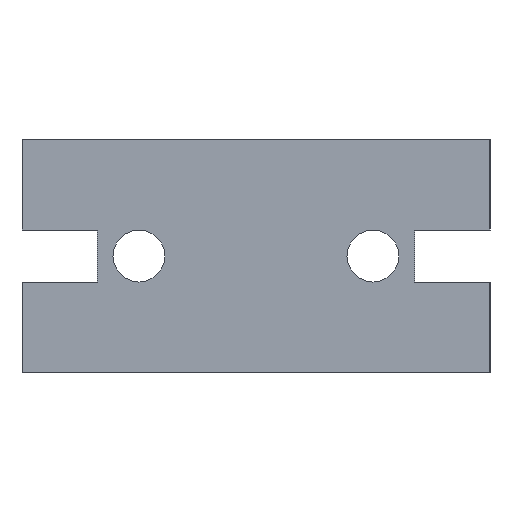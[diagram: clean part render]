
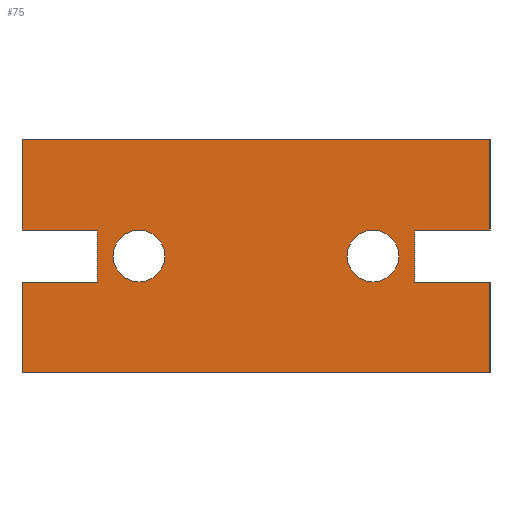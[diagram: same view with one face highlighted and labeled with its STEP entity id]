
A CAD part, left-side view. The second image highlights one B-rep face of the part: STEP entity #75.
In plain terms, the highlighted planar face has unit normal (-1, 0, 0).
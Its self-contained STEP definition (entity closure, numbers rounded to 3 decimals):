
#75=ADVANCED_FACE('',(#145,#146,#147),#148,.F.);
#145=FACE_BOUND('',#211,.T.);
#146=FACE_BOUND('',#212,.T.);
#147=FACE_OUTER_BOUND('',#213,.T.);
#148=PLANE('',#214);
#211=EDGE_LOOP('',(#351,#352));
#212=EDGE_LOOP('',(#353,#354));
#213=EDGE_LOOP('',(#355,#356,#357,#358,#359,#360,#361,#362,#363,#364,#365,#366));
#214=AXIS2_PLACEMENT_3D('',#367,#368,#369);
#351=ORIENTED_EDGE('',*,*,#400,.T.);
#352=ORIENTED_EDGE('',*,*,#402,.T.);
#353=ORIENTED_EDGE('',*,*,#395,.T.);
#354=ORIENTED_EDGE('',*,*,#405,.T.);
#355=ORIENTED_EDGE('',*,*,#454,.F.);
#356=ORIENTED_EDGE('',*,*,#410,.F.);
#357=ORIENTED_EDGE('',*,*,#415,.F.);
#358=ORIENTED_EDGE('',*,*,#419,.F.);
#359=ORIENTED_EDGE('',*,*,#423,.F.);
#360=ORIENTED_EDGE('',*,*,#427,.F.);
#361=ORIENTED_EDGE('',*,*,#431,.F.);
#362=ORIENTED_EDGE('',*,*,#435,.F.);
#363=ORIENTED_EDGE('',*,*,#439,.F.);
#364=ORIENTED_EDGE('',*,*,#443,.F.);
#365=ORIENTED_EDGE('',*,*,#447,.F.);
#366=ORIENTED_EDGE('',*,*,#451,.F.);
#367=CARTESIAN_POINT('',(0.0,0.,0.));
#368=DIRECTION('',(1.0,0.0,0.0));
#369=DIRECTION('',(0.0,1.0,0.0));
#395=EDGE_CURVE('',#460,#464,#466,.T.);
#400=EDGE_CURVE('',#469,#473,#475,.T.);
#402=EDGE_CURVE('',#473,#469,#477,.T.);
#405=EDGE_CURVE('',#464,#460,#480,.T.);
#410=EDGE_CURVE('',#486,#488,#489,.T.);
#415=EDGE_CURVE('',#494,#486,#496,.T.);
#419=EDGE_CURVE('',#500,#494,#502,.T.);
#423=EDGE_CURVE('',#506,#500,#508,.T.);
#427=EDGE_CURVE('',#512,#506,#514,.T.);
#431=EDGE_CURVE('',#518,#512,#520,.T.);
#435=EDGE_CURVE('',#524,#518,#526,.T.);
#439=EDGE_CURVE('',#530,#524,#532,.T.);
#443=EDGE_CURVE('',#536,#530,#538,.T.);
#447=EDGE_CURVE('',#542,#536,#544,.T.);
#451=EDGE_CURVE('',#548,#542,#550,.T.);
#454=EDGE_CURVE('',#488,#548,#553,.T.);
#460=VERTEX_POINT('',#559);
#464=VERTEX_POINT('',#564);
#466=CIRCLE('',#567,5.0);
#469=VERTEX_POINT('',#570);
#473=VERTEX_POINT('',#575);
#475=CIRCLE('',#578,5.0);
#477=CIRCLE('',#580,5.0);
#480=CIRCLE('',#583,5.0);
#486=VERTEX_POINT('',#590);
#488=VERTEX_POINT('',#593);
#489=LINE('',#594,#595);
#494=VERTEX_POINT('',#602);
#496=LINE('',#605,#606);
#500=VERTEX_POINT('',#611);
#502=LINE('',#614,#615);
#506=VERTEX_POINT('',#620);
#508=LINE('',#623,#624);
#512=VERTEX_POINT('',#629);
#514=LINE('',#632,#633);
#518=VERTEX_POINT('',#638);
#520=LINE('',#641,#642);
#524=VERTEX_POINT('',#647);
#526=LINE('',#650,#651);
#530=VERTEX_POINT('',#656);
#532=LINE('',#659,#660);
#536=VERTEX_POINT('',#665);
#538=LINE('',#668,#669);
#542=VERTEX_POINT('',#674);
#544=LINE('',#677,#678);
#548=VERTEX_POINT('',#683);
#550=LINE('',#686,#687);
#553=LINE('',#691,#692);
#559=CARTESIAN_POINT('',(0.0,-22.5,-5.0));
#564=CARTESIAN_POINT('',(0.0,-22.5,5.0));
#567=AXIS2_PLACEMENT_3D('',#701,#702,#703);
#570=CARTESIAN_POINT('',(0.0,22.5,-5.0));
#575=CARTESIAN_POINT('',(0.0,22.5,5.0));
#578=AXIS2_PLACEMENT_3D('',#709,#710,#711);
#580=AXIS2_PLACEMENT_3D('',#712,#713,#714);
#583=AXIS2_PLACEMENT_3D('',#718,#719,#720);
#590=CARTESIAN_POINT('',(0.0,45.0,22.5));
#593=CARTESIAN_POINT('',(0.0,-45.0,22.5));
#594=CARTESIAN_POINT('',(0.0,45.0,22.5));
#595=VECTOR('',#726,1.0);
#602=CARTESIAN_POINT('',(0.0,45.0,5.0));
#605=CARTESIAN_POINT('',(0.0,45.0,5.0));
#606=VECTOR('',#730,1.0);
#611=CARTESIAN_POINT('',(0.0,30.5,5.0));
#614=CARTESIAN_POINT('',(0.0,30.5,5.0));
#615=VECTOR('',#733,1.0);
#620=CARTESIAN_POINT('',(0.0,30.5,-5.0));
#623=CARTESIAN_POINT('',(0.0,30.5,-5.0));
#624=VECTOR('',#736,1.0);
#629=CARTESIAN_POINT('',(0.0,45.0,-5.0));
#632=CARTESIAN_POINT('',(0.0,45.0,-5.0));
#633=VECTOR('',#739,1.0);
#638=CARTESIAN_POINT('',(0.0,45.0,-22.5));
#641=CARTESIAN_POINT('',(0.0,45.0,-22.5));
#642=VECTOR('',#742,1.0);
#647=CARTESIAN_POINT('',(0.0,-45.0,-22.5));
#650=CARTESIAN_POINT('',(0.0,-45.0,-22.5));
#651=VECTOR('',#745,1.0);
#656=CARTESIAN_POINT('',(0.0,-45.0,-5.0));
#659=CARTESIAN_POINT('',(0.0,-45.0,-5.0));
#660=VECTOR('',#748,1.0);
#665=CARTESIAN_POINT('',(0.0,-30.5,-5.0));
#668=CARTESIAN_POINT('',(0.0,-30.5,-5.0));
#669=VECTOR('',#751,1.0);
#674=CARTESIAN_POINT('',(0.0,-30.5,5.0));
#677=CARTESIAN_POINT('',(0.0,-30.5,5.0));
#678=VECTOR('',#754,1.0);
#683=CARTESIAN_POINT('',(0.0,-45.0,5.0));
#686=CARTESIAN_POINT('',(0.0,-45.0,5.0));
#687=VECTOR('',#757,1.0);
#691=CARTESIAN_POINT('',(0.0,-45.0,22.5));
#692=VECTOR('',#759,1.0);
#701=CARTESIAN_POINT('',(0.0,-22.5,0.0));
#702=DIRECTION('',(1.0,0.0,0.0));
#703=DIRECTION('',(0.0,0.0,-1.0));
#709=CARTESIAN_POINT('',(0.0,22.5,0.0));
#710=DIRECTION('',(1.0,0.0,0.0));
#711=DIRECTION('',(0.0,0.0,-1.0));
#712=CARTESIAN_POINT('',(0.0,22.5,0.0));
#713=DIRECTION('',(1.0,0.0,0.0));
#714=DIRECTION('',(0.0,0.0,-1.0));
#718=CARTESIAN_POINT('',(0.0,-22.5,0.0));
#719=DIRECTION('',(1.0,0.0,0.0));
#720=DIRECTION('',(0.0,0.0,-1.0));
#726=DIRECTION('',(0.0,-1.0,0.0));
#730=DIRECTION('',(0.0,0.0,1.0));
#733=DIRECTION('',(0.0,1.0,0.0));
#736=DIRECTION('',(0.0,0.0,1.0));
#739=DIRECTION('',(0.0,-1.0,0.0));
#742=DIRECTION('',(0.0,0.0,1.0));
#745=DIRECTION('',(0.0,1.0,0.0));
#748=DIRECTION('',(0.0,0.0,-1.0));
#751=DIRECTION('',(0.0,-1.0,0.0));
#754=DIRECTION('',(0.0,0.0,-1.0));
#757=DIRECTION('',(0.0,1.0,0.0));
#759=DIRECTION('',(0.0,0.0,-1.0));
